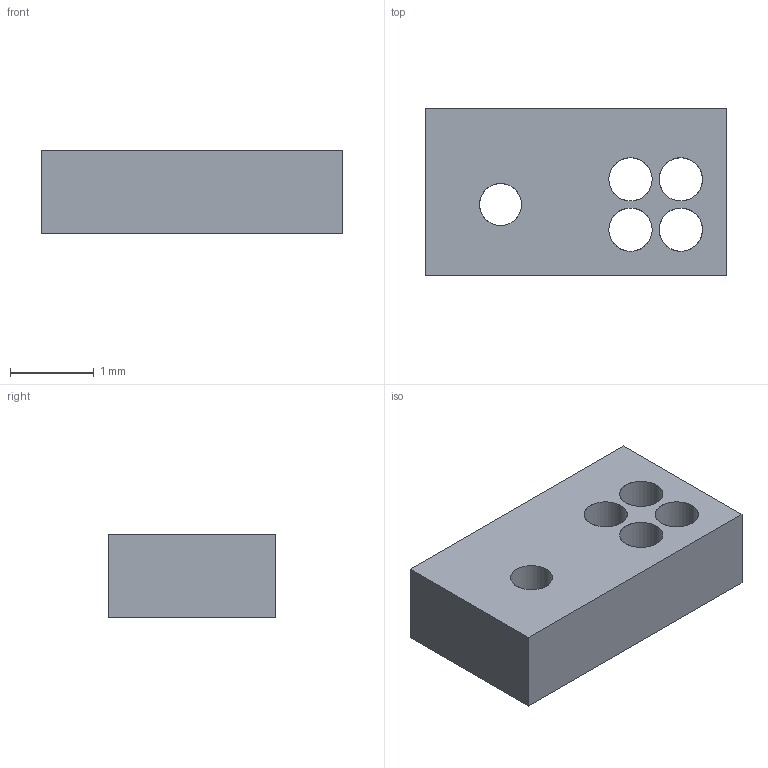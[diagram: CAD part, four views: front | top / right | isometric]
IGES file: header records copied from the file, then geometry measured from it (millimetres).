
Start section: SolidWorks IGES file using analytic representation for surfaces
Global section: file name: Microdrive Shuttle.IGS; native system: SolidWorks 2010; preprocessor: SolidWorks 2010; author: Tim; date: 120301.182816; units: millimetre
Bounding box: 3.6 x 2 x 1 mm (x, y, z)
Surface area: 31.6 mm2 (no closed solid volume)
Topology: 0 solids, 0 shells, 16 faces, 224 edges, 224 vertices
Faces by surface type: revolution 10, bspline 6
